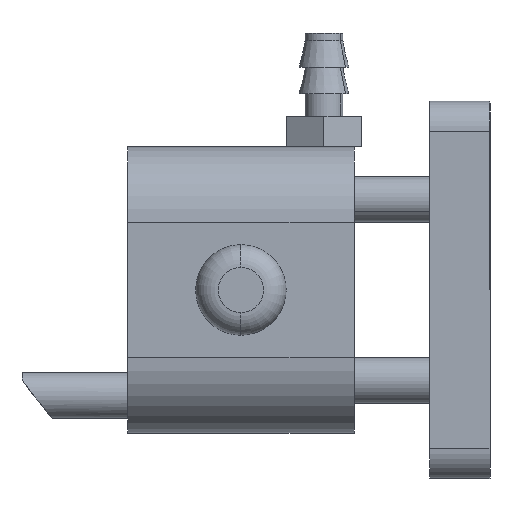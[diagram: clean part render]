
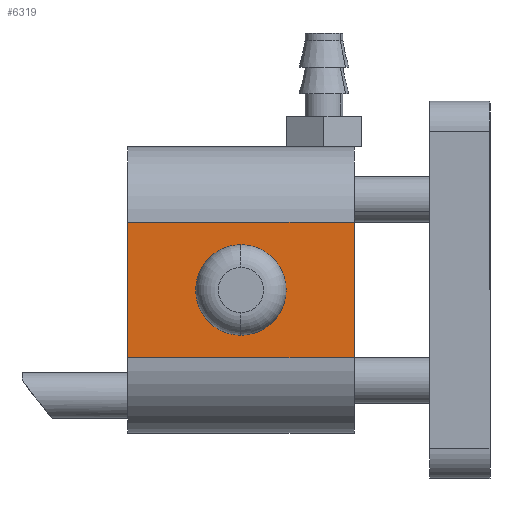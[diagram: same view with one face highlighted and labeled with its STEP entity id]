
A CAD part, left-side view. The second image highlights one B-rep face of the part: STEP entity #6319.
In plain terms, the highlighted planar face has unit normal (-1, 0, 0).
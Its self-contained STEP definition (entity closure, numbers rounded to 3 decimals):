
#17 = EDGE_CURVE ( 'NONE', #5035, #5597, #3614, .T. ) ;
#265 = CARTESIAN_POINT ( 'NONE',  ( 0., 15., 5. ) ) ;
#365 = CARTESIAN_POINT ( 'NONE',  ( 0., 7.5, 9.5 ) ) ;
#384 = CARTESIAN_POINT ( 'NONE',  ( 0., 15., 14. ) ) ;
#545 = ORIENTED_EDGE ( 'NONE', *, *, #17, .T. ) ;
#728 = CARTESIAN_POINT ( 'NONE',  ( 0., 0., 5. ) ) ;
#762 = LINE ( 'NONE', #265, #5275 ) ;
#860 = DIRECTION ( 'NONE',  ( -1., 0., 0. ) ) ;
#901 = CARTESIAN_POINT ( 'NONE',  ( 0., 7.5, 12.5 ) ) ;
#947 = EDGE_LOOP ( 'NONE', ( #3088, #1327, #1132, #545 ) ) ;
#963 = AXIS2_PLACEMENT_3D ( 'NONE', #3784, #5221, #3256 ) ;
#1001 = CARTESIAN_POINT ( 'NONE',  ( 0., 15., 5. ) ) ;
#1132 = ORIENTED_EDGE ( 'NONE', *, *, #3910, .F. ) ;
#1327 = ORIENTED_EDGE ( 'NONE', *, *, #6046, .F. ) ;
#1412 = VERTEX_POINT ( 'NONE', #384 ) ;
#1629 = DIRECTION ( 'NONE',  ( 1., 0., 0. ) ) ;
#1677 = CIRCLE ( 'NONE', #963, 3. ) ;
#1777 = CARTESIAN_POINT ( 'NONE',  ( 0., 15., 5. ) ) ;
#1842 = ORIENTED_EDGE ( 'NONE', *, *, #6092, .F. ) ;
#1946 = FACE_BOUND ( 'NONE', #6139, .T. ) ;
#1992 = VECTOR ( 'NONE', #2635, 1000. ) ;
#2044 = VERTEX_POINT ( 'NONE', #3570 ) ;
#2048 = CARTESIAN_POINT ( 'NONE',  ( 0., 15., 5. ) ) ;
#2143 = VERTEX_POINT ( 'NONE', #6059 ) ;
#2268 = CARTESIAN_POINT ( 'NONE',  ( 0., 0., 5. ) ) ;
#2294 = AXIS2_PLACEMENT_3D ( 'NONE', #365, #860, #4218 ) ;
#2635 = DIRECTION ( 'NONE',  ( 0., 0., 1. ) ) ;
#2734 = DIRECTION ( 'NONE',  ( 0., -1., 0. ) ) ;
#2849 = EDGE_CURVE ( 'NONE', #5597, #2143, #3698, .T. ) ;
#3001 = DIRECTION ( 'NONE',  ( 0., -1., 0. ) ) ;
#3088 = ORIENTED_EDGE ( 'NONE', *, *, #2849, .T. ) ;
#3198 = ORIENTED_EDGE ( 'NONE', *, *, #4814, .F. ) ;
#3256 = DIRECTION ( 'NONE',  ( 0., 0., -1. ) ) ;
#3281 = VECTOR ( 'NONE', #3001, 1000. ) ;
#3570 = CARTESIAN_POINT ( 'NONE',  ( 0., 7.5, 6.5 ) ) ;
#3576 = VERTEX_POINT ( 'NONE', #901 ) ;
#3614 = LINE ( 'NONE', #1001, #3281 ) ;
#3698 = LINE ( 'NONE', #2268, #1992 ) ;
#3784 = CARTESIAN_POINT ( 'NONE',  ( 0., 7.5, 9.5 ) ) ;
#3910 = EDGE_CURVE ( 'NONE', #5035, #1412, #762, .T. ) ;
#4096 = DIRECTION ( 'NONE',  ( 0., 0., -1. ) ) ;
#4218 = DIRECTION ( 'NONE',  ( 0., 0., -1. ) ) ;
#4248 = DIRECTION ( 'NONE',  ( 0., 0., 1. ) ) ;
#4587 = AXIS2_PLACEMENT_3D ( 'NONE', #2048, #1629, #4096 ) ;
#4687 = LINE ( 'NONE', #6253, #6022 ) ;
#4814 = EDGE_CURVE ( 'NONE', #2044, #3576, #1677, .T. ) ;
#4891 = CIRCLE ( 'NONE', #2294, 3. ) ;
#5035 = VERTEX_POINT ( 'NONE', #1777 ) ;
#5154 = PLANE ( 'NONE',  #4587 ) ;
#5221 = DIRECTION ( 'NONE',  ( -1., 0., 0. ) ) ;
#5275 = VECTOR ( 'NONE', #4248, 1000. ) ;
#5597 = VERTEX_POINT ( 'NONE', #728 ) ;
#5907 = FACE_OUTER_BOUND ( 'NONE', #947, .T. ) ;
#6022 = VECTOR ( 'NONE', #2734, 1000. ) ;
#6046 = EDGE_CURVE ( 'NONE', #1412, #2143, #4687, .T. ) ;
#6059 = CARTESIAN_POINT ( 'NONE',  ( 0., 0., 14. ) ) ;
#6092 = EDGE_CURVE ( 'NONE', #3576, #2044, #4891, .T. ) ;
#6139 = EDGE_LOOP ( 'NONE', ( #3198, #1842 ) ) ;
#6253 = CARTESIAN_POINT ( 'NONE',  ( 0., 15., 14. ) ) ;
#6319 = ADVANCED_FACE ( 'NONE', ( #1946, #5907 ), #5154, .F. ) ;
